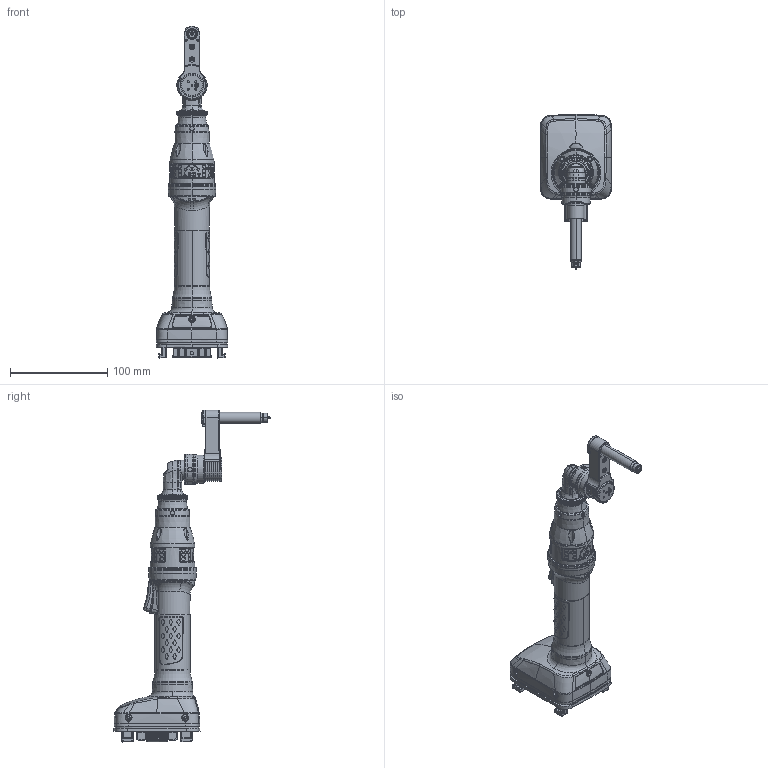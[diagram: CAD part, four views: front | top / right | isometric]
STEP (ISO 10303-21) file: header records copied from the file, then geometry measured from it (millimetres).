
FILE_DESCRIPTION((''),'2;1');
FILE_NAME('EXT_COMP_SW0009','2023-06-13T20:34:08',('INEdipo'),(''),'CREO PARAMETRIC BY PTC INC, 2022414','CREO PARAMETRIC BY PTC INC, 2022414','');
FILE_SCHEMA(('CONFIG_CONTROL_DESIGN'));
Products named in the file (1): EXT_COMP_SW0009
Bounding box: 73.4 x 160.55 x 341.08 mm (x, y, z)
Volume: 498783.4 mm3; surface area: 81260.5 mm2
Topology: 3 solids, 8 shells, 9651 faces, 20345 edges, 10847 vertices
Faces by surface type: plane 6606, cylinder 1123, bspline 977, torus 614, cone 196, extrusion 110, sphere 20, revolution 5
Entity records: 335094 total; most frequent: CARTESIAN_POINT 149575, ORIENTED_EDGE 40668, DIRECTION 32658, EDGE_CURVE 20334, VECTOR 11147, LINE 11037, VERTEX_POINT 10847, AXIS2_PLACEMENT_3D 10753
